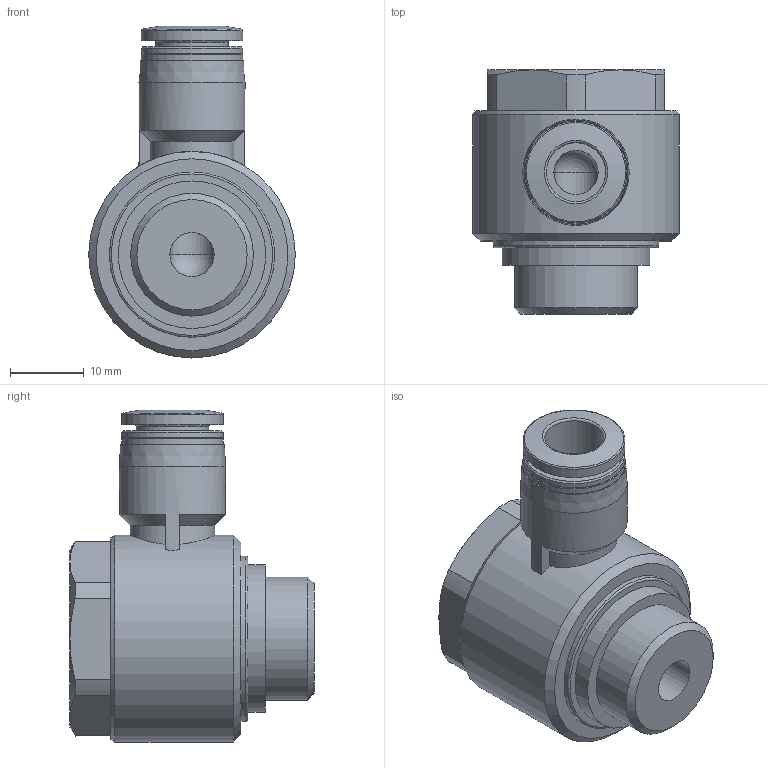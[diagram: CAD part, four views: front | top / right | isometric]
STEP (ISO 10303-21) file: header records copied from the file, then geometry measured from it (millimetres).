
FILE_DESCRIPTION(/* description */ ('STEP AP214'),/* implementation_level */ '2;1');
FILE_NAME(/* name */ '186142_QSLV-G3_8-8',/* time_stamp */ '2024-09-13T20:49:58+02:00',/* author */ ('License CC BY-ND 4.0'),/* organization */ ('CADENAS'),/* preprocessor_version */ 'ST-DEVELOPER v19.3',/* originating_system */ 'PARTsolutions',/* authorisation */ ' ');
FILE_SCHEMA (('AUTOMOTIVE_DESIGN {1 0 10303 214 3 1 1}'));
Length unit declared in the file: millimetre
Products named in the file (1): 186142 QSLV-G3/8-8
Bounding box: 28 x 33.1 x 45 mm (x, y, z)
Volume: 16825.6 mm3; surface area: 5615.4 mm2
Topology: 1 solids, 1 shells, 61 faces, 134 edges, 82 vertices
Faces by surface type: cylinder 20, plane 20, cone 16, torus 4, sphere 1
Full cylindrical faces by diameter (mm): 6 x2, 8 x1, 9.8 x1, 13.8 x3, 14.4 x1, 16.662 x1, 20 x1, 22.4 x1, 28 x1
Entity records: 2005 total; most frequent: CARTESIAN_POINT 317, DIRECTION 270, ORIENTED_EDGE 212, AXIS2_PLACEMENT_3D 122, EDGE_CURVE 106, EDGE_LOOP 95, FACE_BOUND 95, VERTEX_POINT 79
